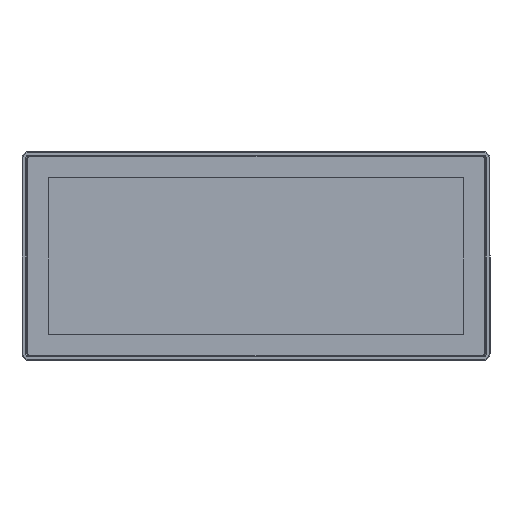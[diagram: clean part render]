
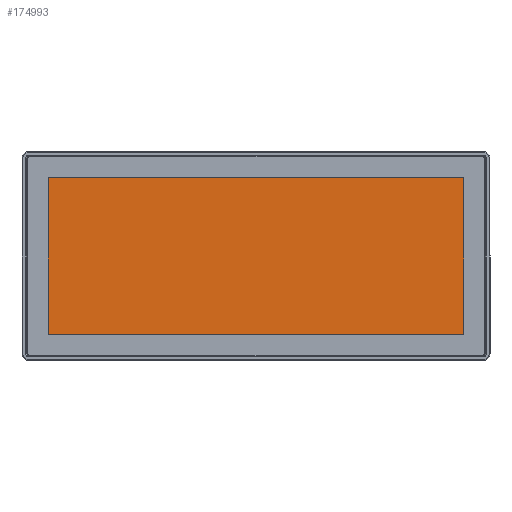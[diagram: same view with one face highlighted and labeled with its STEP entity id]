
A CAD part, top view. The second image highlights one B-rep face of the part: STEP entity #174993.
In plain terms, the highlighted face is planar.
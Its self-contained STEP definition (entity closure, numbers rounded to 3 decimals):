
#19453 = FACE_OUTER_BOUND ( 'NONE', #40781, .T. ) ;
#19577 = CARTESIAN_POINT ( 'NONE',  ( 146.512, 2.7, 55.252 ) ) ;
#20677 = DIRECTION ( 'NONE',  ( 0., 0., 1. ) ) ;
#26081 = DIRECTION ( 'NONE',  ( 0., 0., 1. ) ) ;
#27105 = CARTESIAN_POINT ( 'NONE',  ( -146.52, 2.7, 55.252 ) ) ;
#37912 = DIRECTION ( 'NONE',  ( 0., 1., 0. ) ) ;
#38708 = CARTESIAN_POINT ( 'NONE',  ( -146.52, 2.7, 55.252 ) ) ;
#39104 = CARTESIAN_POINT ( 'NONE',  ( -159.39, 2.7, -68.12 ) ) ;
#40781 = EDGE_LOOP ( 'NONE', ( #102076, #199115, #161206, #106740 ) ) ;
#45581 = VERTEX_POINT ( 'NONE', #69916 ) ;
#53495 = EDGE_CURVE ( 'NONE', #104107, #177765, #214431, .T. ) ;
#69916 = CARTESIAN_POINT ( 'NONE',  ( 146.512, 2.7, -55.26 ) ) ;
#74325 = VECTOR ( 'NONE', #87614, 1000. ) ;
#76064 = PLANE ( 'NONE',  #111297 ) ;
#82509 = DIRECTION ( 'NONE',  ( 1., 0., 0. ) ) ;
#87614 = DIRECTION ( 'NONE',  ( 0., 0., -1. ) ) ;
#97533 = CARTESIAN_POINT ( 'NONE',  ( -146.52, 2.7, -55.26 ) ) ;
#100995 = LINE ( 'NONE', #27105, #183618 ) ;
#102076 = ORIENTED_EDGE ( 'NONE', *, *, #200647, .T. ) ;
#104107 = VERTEX_POINT ( 'NONE', #145396 ) ;
#106740 = ORIENTED_EDGE ( 'NONE', *, *, #53495, .T. ) ;
#111297 = AXIS2_PLACEMENT_3D ( 'NONE', #39104, #37912, #20677 ) ;
#144160 = VECTOR ( 'NONE', #206766, 1000. ) ;
#144194 = VECTOR ( 'NONE', #26081, 1000. ) ;
#145396 = CARTESIAN_POINT ( 'NONE',  ( -146.52, 2.7, -55.26 ) ) ;
#145571 = CARTESIAN_POINT ( 'NONE',  ( 146.512, 2.7, 55.252 ) ) ;
#147844 = LINE ( 'NONE', #187102, #144160 ) ;
#161206 = ORIENTED_EDGE ( 'NONE', *, *, #201146, .T. ) ;
#174993 = ADVANCED_FACE ( 'NONE', ( #19453 ), #76064, .T. ) ;
#177765 = VERTEX_POINT ( 'NONE', #38708 ) ;
#183618 = VECTOR ( 'NONE', #82509, 1000. ) ;
#187102 = CARTESIAN_POINT ( 'NONE',  ( 146.512, 2.7, -55.26 ) ) ;
#199115 = ORIENTED_EDGE ( 'NONE', *, *, #240313, .T. ) ;
#200647 = EDGE_CURVE ( 'NONE', #177765, #206350, #100995, .T. ) ;
#201146 = EDGE_CURVE ( 'NONE', #45581, #104107, #147844, .T. ) ;
#206350 = VERTEX_POINT ( 'NONE', #19577 ) ;
#206766 = DIRECTION ( 'NONE',  ( -1., 0., 0. ) ) ;
#214431 = LINE ( 'NONE', #97533, #144194 ) ;
#239116 = LINE ( 'NONE', #145571, #74325 ) ;
#240313 = EDGE_CURVE ( 'NONE', #206350, #45581, #239116, .T. ) ;
